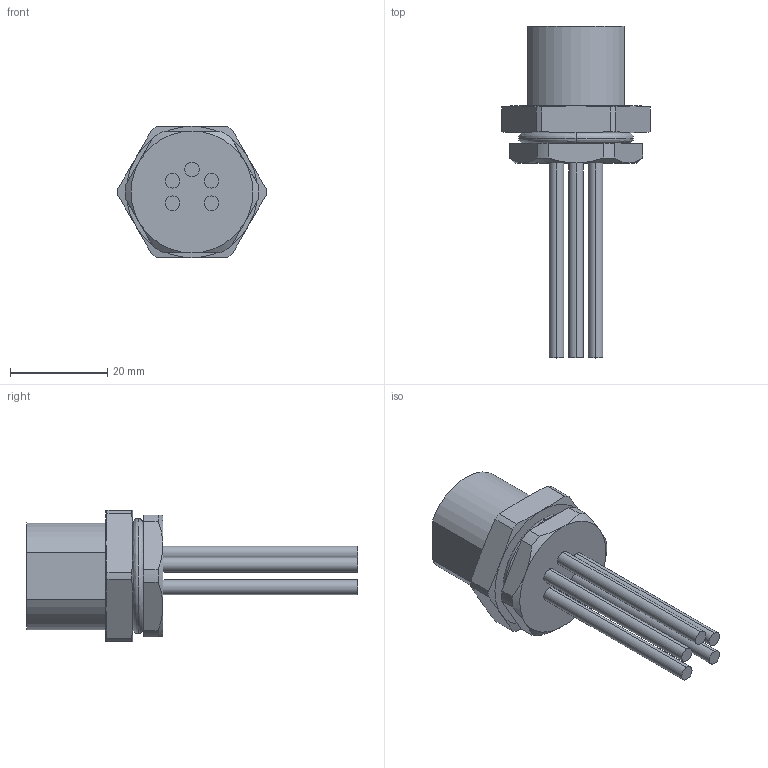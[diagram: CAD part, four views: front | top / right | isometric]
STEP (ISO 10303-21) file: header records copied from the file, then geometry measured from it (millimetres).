
FILE_DESCRIPTION (( 'STEP AP203' ), '1' );
FILE_NAME ('P343.STEP', '2020-04-15T06:33:47', ( 'edpusr' ), ( 'Microsoft' ), 'SwSTEP 2.0', 'SolidWorks 2015', '' );
FILE_SCHEMA (( 'CONFIG_CONTROL_DESIGN' ));
Length unit declared in the file: millimetre
Products named in the file (1): P343
Bounding box: 30.4 x 68.1 x 27 mm (x, y, z)
Volume: 12536.2 mm3; surface area: 7883.1 mm2
Topology: 2 solids, 2 shells, 118 faces, 272 edges, 164 vertices
Faces by surface type: cylinder 53, plane 36, cone 18, bspline 11
Entity records: 3720 total; most frequent: CARTESIAN_POINT 1056, DIRECTION 562, ORIENTED_EDGE 516, EDGE_CURVE 258, AXIS2_PLACEMENT_3D 238, VERTEX_POINT 164, EDGE_LOOP 138, CIRCLE 130
